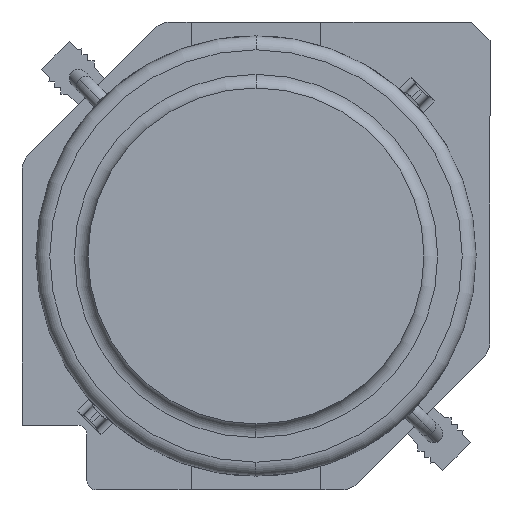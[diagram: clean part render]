
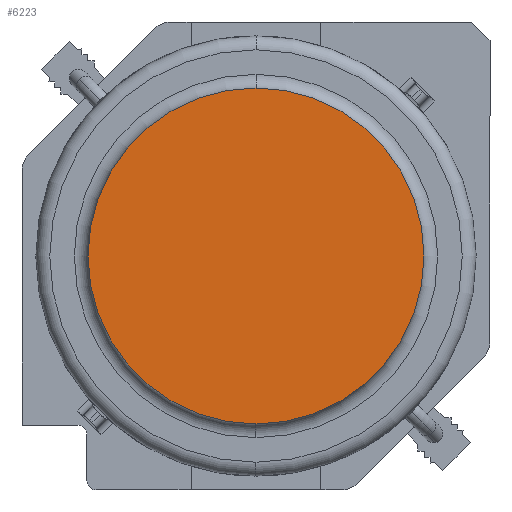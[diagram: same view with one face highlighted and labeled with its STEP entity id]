
A CAD part, front view. The second image highlights one B-rep face of the part: STEP entity #6223.
In plain terms, the highlighted planar face has unit normal (0, -1, 0).
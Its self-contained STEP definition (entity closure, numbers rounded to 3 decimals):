
#272 = DIRECTION ( 'NONE',  ( 0., 0., -1. ) ) ;
#317 = VERTEX_POINT ( 'NONE', #4074 ) ;
#1099 = ORIENTED_EDGE ( 'NONE', *, *, #5230, .T. ) ;
#1125 = AXIS2_PLACEMENT_3D ( 'NONE', #2029, #5504, #4583 ) ;
#1236 = CIRCLE ( 'NONE', #1928, 3.625 ) ;
#1318 = DIRECTION ( 'NONE',  ( 0., -1., 0. ) ) ;
#1928 = AXIS2_PLACEMENT_3D ( 'NONE', #4755, #1318, #272 ) ;
#2029 = CARTESIAN_POINT ( 'NONE',  ( 0., -4.55, 0. ) ) ;
#2041 = CARTESIAN_POINT ( 'NONE',  ( 0., -4.55, 0. ) ) ;
#2105 = VERTEX_POINT ( 'NONE', #4478 ) ;
#2145 = EDGE_LOOP ( 'NONE', ( #1099, #5910 ) ) ;
#3981 = DIRECTION ( 'NONE',  ( 0., -1., 0. ) ) ;
#4074 = CARTESIAN_POINT ( 'NONE',  ( 0., -4.55, 3.625 ) ) ;
#4089 = EDGE_CURVE ( 'NONE', #317, #2105, #5790, .T. ) ;
#4335 = FACE_OUTER_BOUND ( 'NONE', #2145, .T. ) ;
#4478 = CARTESIAN_POINT ( 'NONE',  ( 0., -4.55, -3.625 ) ) ;
#4583 = DIRECTION ( 'NONE',  ( 0., 0., -1. ) ) ;
#4755 = CARTESIAN_POINT ( 'NONE',  ( 0., -4.55, 0. ) ) ;
#4940 = AXIS2_PLACEMENT_3D ( 'NONE', #2041, #3981, #6022 ) ;
#5002 = PLANE ( 'NONE',  #4940 ) ;
#5230 = EDGE_CURVE ( 'NONE', #2105, #317, #1236, .T. ) ;
#5504 = DIRECTION ( 'NONE',  ( 0., -1., 0. ) ) ;
#5790 = CIRCLE ( 'NONE', #1125, 3.625 ) ;
#5910 = ORIENTED_EDGE ( 'NONE', *, *, #4089, .T. ) ;
#6022 = DIRECTION ( 'NONE',  ( 0., 0., -1. ) ) ;
#6223 = ADVANCED_FACE ( 'NONE', ( #4335 ), #5002, .T. ) ;
